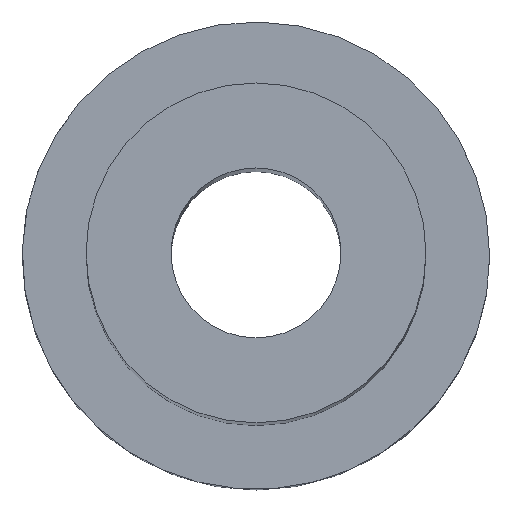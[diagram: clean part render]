
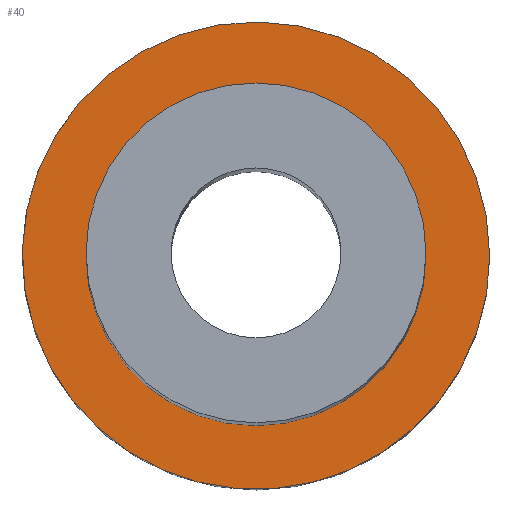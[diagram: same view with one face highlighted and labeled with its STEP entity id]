
A CAD part, top view. The second image highlights one B-rep face of the part: STEP entity #40.
In plain terms, the highlighted planar face has unit normal (0, 0, 1).
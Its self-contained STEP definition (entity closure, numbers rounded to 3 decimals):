
#40=ADVANCED_FACE('240[2]',(#94,#95),#96,.T.);
#49=EDGE_CURVE('240[2]',#109,#109,#110,.F.);
#60=EDGE_CURVE('240[2]',#127,#127,#128,.T.);
#94=FACE_OUTER_BOUND('',#160,.T.);
#95=FACE_BOUND('',#161,.T.);
#96=PLANE('',#162);
#109=VERTEX_POINT('',#179);
#110=CIRCLE('',#180,8.);
#127=VERTEX_POINT('',#201);
#128=CIRCLE('',#202,11.0);
#160=EDGE_LOOP('',(#232));
#161=EDGE_LOOP('',(#233));
#162=AXIS2_PLACEMENT_3D('',#234,#235,#236);
#179=CARTESIAN_POINT('',(0.,-8.,25.0));
#180=AXIS2_PLACEMENT_3D('',#249,#250,#251);
#201=CARTESIAN_POINT('',(-9.695,-5.196,25.0));
#202=AXIS2_PLACEMENT_3D('',#270,#271,#272);
#232=ORIENTED_EDGE('',*,*,#60,.T.);
#233=ORIENTED_EDGE('',*,*,#49,.T.);
#234=CARTESIAN_POINT('',(8.5,0.,25.0));
#235=DIRECTION('',(0.,0.,1.0));
#236=DIRECTION('',(1.0,0.,0.0));
#249=CARTESIAN_POINT('',(0.,0.,25.0));
#250=DIRECTION('',(0.,0.,1.0));
#251=DIRECTION('',(0.,1.0,0.));
#270=CARTESIAN_POINT('',(0.,0.,25.0));
#271=DIRECTION('',(0.,0.,1.0));
#272=DIRECTION('',(0.,1.0,0.));
